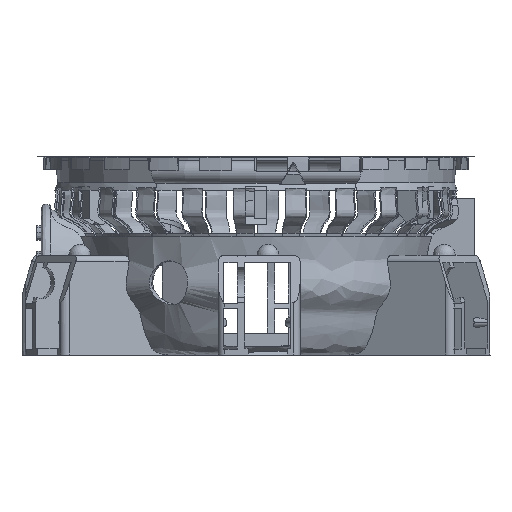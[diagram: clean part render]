
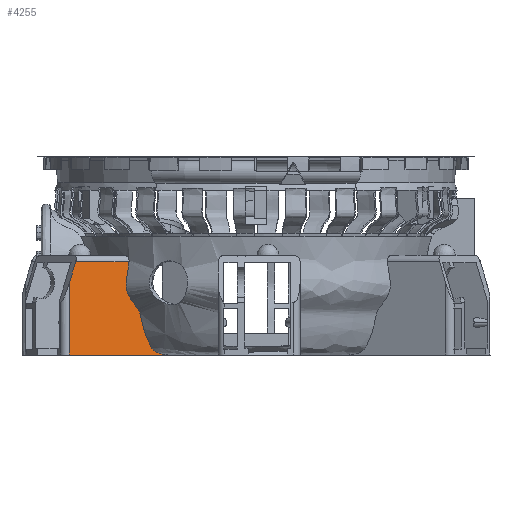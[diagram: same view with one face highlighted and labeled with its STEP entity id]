
A CAD part, left-side view. The second image highlights one B-rep face of the part: STEP entity #4255.
In plain terms, the highlighted planar face has unit normal (-0.866, -0.5, 0).
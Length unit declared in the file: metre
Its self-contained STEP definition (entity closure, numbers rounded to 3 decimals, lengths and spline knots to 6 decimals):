
#4255 = ADVANCED_FACE( '', ( #8759 ), #8760, .T. );
#8759 = FACE_OUTER_BOUND( '', #13832, .T. );
#8760 = PLANE( '', #13833 );
#13832 = EDGE_LOOP( '', ( #28785, #28786, #28787, #28788, #28789 ) );
#13833 = AXIS2_PLACEMENT_3D( '', #28790, #28791, #28792 );
#28785 = ORIENTED_EDGE( '', *, *, #30574, .T. );
#28786 = ORIENTED_EDGE( '', *, *, #32128, .T. );
#28787 = ORIENTED_EDGE( '', *, *, #35663, .F. );
#28788 = ORIENTED_EDGE( '', *, *, #35620, .T. );
#28789 = ORIENTED_EDGE( '', *, *, #36828, .F. );
#28790 = CARTESIAN_POINT( '', ( -0.044475, 0.052842, -0.026714 ) );
#28791 = DIRECTION( '', ( -0.866, -0.5, 0. ) );
#28792 = DIRECTION( '', ( 0., 0., 1. ) );
#30574 = EDGE_CURVE( '', #38656, #38654, #38657, .T. );
#32128 = EDGE_CURVE( '', #38654, #41071, #41073, .T. );
#35620 = EDGE_CURVE( '', #44961, #44965, #44967, .F. );
#35663 = EDGE_CURVE( '', #44961, #41071, #45005, .T. );
#36828 = EDGE_CURVE( '', #38656, #44965, #45812, .T. );
#38654 = VERTEX_POINT( '', #50122 );
#38656 = VERTEX_POINT( '', #50124 );
#38657 = LINE( '', #50125, #50126 );
#41071 = VERTEX_POINT( '', #55799 );
#41073 = LINE( '', #55801, #55802 );
#44961 = VERTEX_POINT( '', #67518 );
#44965 = VERTEX_POINT( '', #67538 );
#44967 = LINE( '', #67540, #67541 );
#45005 = B_SPLINE_CURVE_WITH_KNOTS( '', 3, ( #67672, #67673, #67674, #67675, #67676, #67677, #67678, #67679, #67680, #67681, #67682, #67683, #67684, #67685, #67686, #67687, #67688, #67689, #67690, #67691, #67692, #67693, #67694, #67695, #67696, #67697, #67698, #67699, #67700, #67701, #67702, #67703, #67704, #67705, #67706, #67707, #67708, #67709, #67710, #67711, #67712, #67713, #67714, #67715, #67716, #67717, #67718, #67719, #67720, #67721, #67722, #67723, #67724, #67725, #67726, #67727 ), .UNSPECIFIED., .F., .F., ( 4, 2, 2, 2, 2, 2, 2, 2, 2, 2, 2, 2, 2, 2, 2, 2, 2, 2, 2, 2, 2, 2, 2, 2, 2, 2, 2, 4 ), ( 0., 0.001961, 0.003922, 0.005883, 0.006863, 0.007844, 0.008824, 0.009805, 0.011766, 0.013727, 0.014707, 0.015197, 0.015688, 0.016668, 0.017649, 0.018629, 0.01961, 0.021571, 0.023531, 0.024022, 0.024512, 0.025492, 0.025983, 0.026473, 0.027453, 0.028434, 0.029414, 0.031375 ), .UNSPECIFIED. );
#45812 = LINE( '', #69581, #69582 );
#50122 = CARTESIAN_POINT( '', ( -0.043575, 0.051283, -0.0419 ) );
#50124 = CARTESIAN_POINT( '', ( -0.043575, 0.051283, -0.022158 ) );
#50125 = CARTESIAN_POINT( '', ( -0.043575, 0.051283, -0.026714 ) );
#50126 = VECTOR( '', #70446, 1. );
#55799 = CARTESIAN_POINT( '', ( -0.027699, 0.023784, -0.0419 ) );
#55801 = CARTESIAN_POINT( '', ( -0.044475, 0.052842, -0.0419 ) );
#55802 = VECTOR( '', #71711, 1. );
#67518 = CARTESIAN_POINT( '', ( -0.034086, 0.034848, -0.016308 ) );
#67538 = CARTESIAN_POINT( '', ( -0.042571, 0.049543, -0.016308 ) );
#67540 = CARTESIAN_POINT( '', ( -0.044475, 0.052842, -0.016308 ) );
#67541 = VECTOR( '', #73857, 1. );
#67672 = CARTESIAN_POINT( '', ( -0.034086, 0.034848, -0.016308 ) );
#67673 = CARTESIAN_POINT( '', ( -0.034115, 0.034898, -0.016961 ) );
#67674 = CARTESIAN_POINT( '', ( -0.034167, 0.034988, -0.017606 ) );
#67675 = CARTESIAN_POINT( '', ( -0.034292, 0.035204, -0.01889 ) );
#67676 = CARTESIAN_POINT( '', ( -0.034365, 0.03533, -0.019528 ) );
#67677 = CARTESIAN_POINT( '', ( -0.034491, 0.035549, -0.020811 ) );
#67678 = CARTESIAN_POINT( '', ( -0.034545, 0.035642, -0.021455 ) );
#67679 = CARTESIAN_POINT( '', ( -0.034571, 0.035686, -0.022435 ) );
#67680 = CARTESIAN_POINT( '', ( -0.03457, 0.035685, -0.022767 ) );
#67681 = CARTESIAN_POINT( '', ( -0.034543, 0.035638, -0.023418 ) );
#67682 = CARTESIAN_POINT( '', ( -0.034517, 0.035593, -0.023739 ) );
#67683 = CARTESIAN_POINT( '', ( -0.034436, 0.035454, -0.02437 ) );
#67684 = CARTESIAN_POINT( '', ( -0.034381, 0.035358, -0.024683 ) );
#67685 = CARTESIAN_POINT( '', ( -0.034249, 0.035129, -0.025283 ) );
#67686 = CARTESIAN_POINT( '', ( -0.034172, 0.034995, -0.02557 ) );
#67687 = CARTESIAN_POINT( '', ( -0.033916, 0.034553, -0.026401 ) );
#67688 = CARTESIAN_POINT( '', ( -0.033713, 0.034201, -0.026917 ) );
#67689 = CARTESIAN_POINT( '', ( -0.033285, 0.03346, -0.027915 ) );
#67690 = CARTESIAN_POINT( '', ( -0.033059, 0.033068, -0.028395 ) );
#67691 = CARTESIAN_POINT( '', ( -0.032745, 0.032524, -0.029154 ) );
#67692 = CARTESIAN_POINT( '', ( -0.032644, 0.032349, -0.029412 ) );
#67693 = CARTESIAN_POINT( '', ( -0.032514, 0.032125, -0.029833 ) );
#67694 = CARTESIAN_POINT( '', ( -0.032475, 0.032057, -0.02998 ) );
#67695 = CARTESIAN_POINT( '', ( -0.032404, 0.031933, -0.030283 ) );
#67696 = CARTESIAN_POINT( '', ( -0.032371, 0.031877, -0.030441 ) );
#67697 = CARTESIAN_POINT( '', ( -0.032285, 0.031727, -0.030919 ) );
#67698 = CARTESIAN_POINT( '', ( -0.032239, 0.031648, -0.031244 ) );
#67699 = CARTESIAN_POINT( '', ( -0.032158, 0.031507, -0.031899 ) );
#67700 = CARTESIAN_POINT( '', ( -0.032122, 0.031446, -0.032229 ) );
#67701 = CARTESIAN_POINT( '', ( -0.03205, 0.031321, -0.03289 ) );
#67702 = CARTESIAN_POINT( '', ( -0.032014, 0.031258, -0.03322 ) );
#67703 = CARTESIAN_POINT( '', ( -0.031934, 0.031119, -0.033875 ) );
#67704 = CARTESIAN_POINT( '', ( -0.031889, 0.031042, -0.034201 ) );
#67705 = CARTESIAN_POINT( '', ( -0.031738, 0.030781, -0.035168 ) );
#67706 = CARTESIAN_POINT( '', ( -0.031618, 0.030573, -0.035797 ) );
#67707 = CARTESIAN_POINT( '', ( -0.031353, 0.030113, -0.037035 ) );
#67708 = CARTESIAN_POINT( '', ( -0.031206, 0.029859, -0.037644 ) );
#67709 = CARTESIAN_POINT( '', ( -0.031013, 0.029525, -0.038392 ) );
#67710 = CARTESIAN_POINT( '', ( -0.030974, 0.029457, -0.038541 ) );
#67711 = CARTESIAN_POINT( '', ( -0.030895, 0.02932, -0.038837 ) );
#67712 = CARTESIAN_POINT( '', ( -0.030855, 0.029251, -0.038985 ) );
#67713 = CARTESIAN_POINT( '', ( -0.030731, 0.029035, -0.039422 ) );
#67714 = CARTESIAN_POINT( '', ( -0.030639, 0.028876, -0.039703 ) );
#67715 = CARTESIAN_POINT( '', ( -0.030475, 0.028593, -0.04009 ) );
#67716 = CARTESIAN_POINT( '', ( -0.030417, 0.028491, -0.040214 ) );
#67717 = CARTESIAN_POINT( '', ( -0.03029, 0.028272, -0.040449 ) );
#67718 = CARTESIAN_POINT( '', ( -0.030222, 0.028155, -0.04056 ) );
#67719 = CARTESIAN_POINT( '', ( -0.030014, 0.027793, -0.040862 ) );
#67720 = CARTESIAN_POINT( '', ( -0.029864, 0.027535, -0.041026 ) );
#67721 = CARTESIAN_POINT( '', ( -0.02955, 0.026991, -0.041299 ) );
#67722 = CARTESIAN_POINT( '', ( -0.029384, 0.026703, -0.041406 ) );
#67723 = CARTESIAN_POINT( '', ( -0.029052, 0.026128, -0.041577 ) );
#67724 = CARTESIAN_POINT( '', ( -0.028884, 0.025837, -0.041642 ) );
#67725 = CARTESIAN_POINT( '', ( -0.028379, 0.024963, -0.0418 ) );
#67726 = CARTESIAN_POINT( '', ( -0.02804, 0.024374, -0.041858 ) );
#67727 = CARTESIAN_POINT( '', ( -0.027699, 0.023784, -0.0419 ) );
#69581 = CARTESIAN_POINT( '', ( -0.04437, 0.052659, -0.026786 ) );
#69582 = VECTOR( '', #74271, 1. );
#70446 = DIRECTION( '', ( 0., 0., -1. ) );
#71711 = DIRECTION( '', ( 0.5, -0.866, 0. ) );
#73857 = DIRECTION( '', ( 0.5, -0.866, 0. ) );
#74271 = DIRECTION( '', ( 0.162, -0.281, 0.946 ) );
